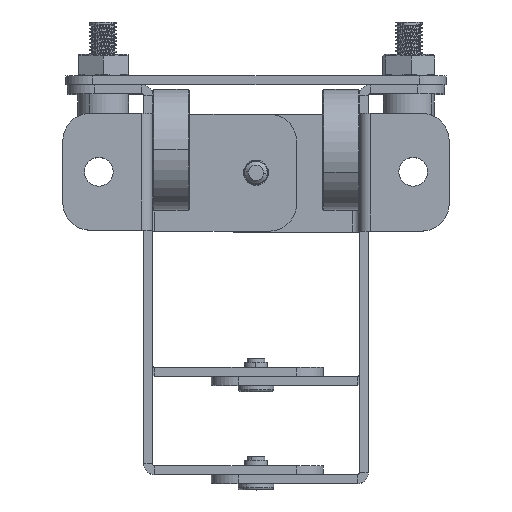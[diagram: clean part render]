
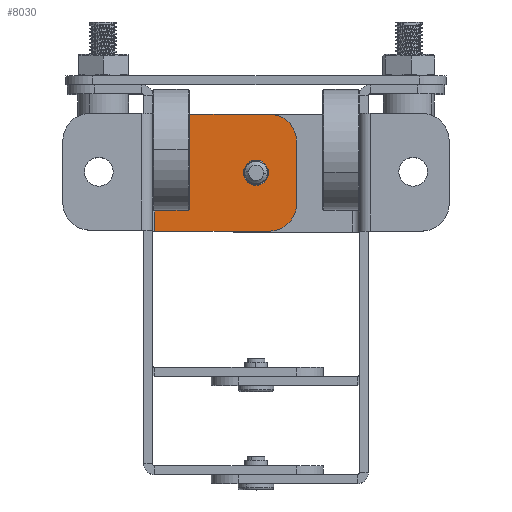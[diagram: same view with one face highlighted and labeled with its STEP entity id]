
A CAD part, top view. The second image highlights one B-rep face of the part: STEP entity #8030.
In plain terms, the highlighted planar face has unit normal (0, 0, 1).
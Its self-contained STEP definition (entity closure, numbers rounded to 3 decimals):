
#882 = DIRECTION ( 'NONE',  ( 1., 0., 0. ) ) ;
#1005 = DIRECTION ( 'NONE',  ( 1., 0., 0. ) ) ;
#1038 = ORIENTED_EDGE ( 'NONE', *, *, #13061, .F. ) ;
#1365 = VECTOR ( 'NONE', #16069, 1000. ) ;
#1490 = CARTESIAN_POINT ( 'NONE',  ( -13., -3.5, 0. ) ) ;
#1660 = CARTESIAN_POINT ( 'NONE',  ( -11.5, 0., 0. ) ) ;
#2131 = EDGE_CURVE ( 'NONE', #24388, #22439, #6364, .T. ) ;
#2471 = DIRECTION ( 'NONE',  ( 0., 1., 0. ) ) ;
#2640 = DIRECTION ( 'NONE',  ( 0., 0., 1. ) ) ;
#3111 = ORIENTED_EDGE ( 'NONE', *, *, #4158, .F. ) ;
#3212 = CIRCLE ( 'NONE', #6427, 1.4 ) ;
#3416 = DIRECTION ( 'NONE',  ( 1., 0., 0. ) ) ;
#3447 = CARTESIAN_POINT ( 'NONE',  ( -0.2, 6.5, 0. ) ) ;
#3575 = EDGE_CURVE ( 'NONE', #8563, #8313, #3212, .T. ) ;
#3824 = CARTESIAN_POINT ( 'NONE',  ( -16., 3.5, 0. ) ) ;
#3891 = VERTEX_POINT ( 'NONE', #24301 ) ;
#4121 = VERTEX_POINT ( 'NONE', #23789 ) ;
#4158 = EDGE_CURVE ( 'NONE', #4121, #16868, #18023, .T. ) ;
#4424 = VECTOR ( 'NONE', #2471, 1000. ) ;
#4465 = ORIENTED_EDGE ( 'NONE', *, *, #7939, .F. ) ;
#5863 = CARTESIAN_POINT ( 'NONE',  ( -0.2, 6.5, 0. ) ) ;
#6216 = EDGE_LOOP ( 'NONE', ( #19405, #12681 ) ) ;
#6364 = LINE ( 'NONE', #5863, #13675 ) ;
#6427 = AXIS2_PLACEMENT_3D ( 'NONE', #1660, #15457, #3416 ) ;
#7375 = AXIS2_PLACEMENT_3D ( 'NONE', #19839, #2640, #882 ) ;
#7555 = CARTESIAN_POINT ( 'NONE',  ( -11.5, 0., 0. ) ) ;
#7939 = EDGE_CURVE ( 'NONE', #3891, #24388, #19952, .T. ) ;
#8030 = ADVANCED_FACE ( 'NONE', ( #14046, #12167 ), #14176, .T. ) ;
#8178 = EDGE_CURVE ( 'NONE', #4121, #13177, #16192, .T. ) ;
#8313 = VERTEX_POINT ( 'NONE', #15039 ) ;
#8563 = VERTEX_POINT ( 'NONE', #14630 ) ;
#10549 = CARTESIAN_POINT ( 'NONE',  ( -0.2, -6.5, 0. ) ) ;
#10964 = AXIS2_PLACEMENT_3D ( 'NONE', #1490, #16801, #14913 ) ;
#11898 = CARTESIAN_POINT ( 'NONE',  ( -13., -6.5, 0. ) ) ;
#12123 = CARTESIAN_POINT ( 'NONE',  ( -16., 6.5, 0. ) ) ;
#12167 = FACE_OUTER_BOUND ( 'NONE', #21119, .T. ) ;
#12681 = ORIENTED_EDGE ( 'NONE', *, *, #22251, .F. ) ;
#13061 = EDGE_CURVE ( 'NONE', #22439, #13177, #14026, .T. ) ;
#13177 = VERTEX_POINT ( 'NONE', #11898 ) ;
#13193 = DIRECTION ( 'NONE',  ( 1., 0., 0. ) ) ;
#13675 = VECTOR ( 'NONE', #21056, 1000. ) ;
#13804 = CARTESIAN_POINT ( 'NONE',  ( -13., 3.5, 0. ) ) ;
#14026 = LINE ( 'NONE', #23080, #16454 ) ;
#14046 = FACE_BOUND ( 'NONE', #6216, .T. ) ;
#14176 = PLANE ( 'NONE',  #7375 ) ;
#14630 = CARTESIAN_POINT ( 'NONE',  ( -12.9, 0., 0. ) ) ;
#14913 = DIRECTION ( 'NONE',  ( 1., 0., 0. ) ) ;
#15039 = CARTESIAN_POINT ( 'NONE',  ( -10.1, 0., 0. ) ) ;
#15373 = EDGE_CURVE ( 'NONE', #3891, #16868, #16814, .T. ) ;
#15420 = AXIS2_PLACEMENT_3D ( 'NONE', #7555, #22876, #13193 ) ;
#15457 = DIRECTION ( 'NONE',  ( 0., 0., 1. ) ) ;
#16069 = DIRECTION ( 'NONE',  ( 1., 0., 0. ) ) ;
#16192 = CIRCLE ( 'NONE', #10964, 3. ) ;
#16454 = VECTOR ( 'NONE', #17796, 1000. ) ;
#16801 = DIRECTION ( 'NONE',  ( 0., 0., 1. ) ) ;
#16814 = CIRCLE ( 'NONE', #17202, 3. ) ;
#16868 = VERTEX_POINT ( 'NONE', #3824 ) ;
#17202 = AXIS2_PLACEMENT_3D ( 'NONE', #13804, #21473, #1005 ) ;
#17603 = ORIENTED_EDGE ( 'NONE', *, *, #15373, .T. ) ;
#17796 = DIRECTION ( 'NONE',  ( -1., 0., 0. ) ) ;
#18023 = LINE ( 'NONE', #12123, #4424 ) ;
#18063 = ORIENTED_EDGE ( 'NONE', *, *, #2131, .F. ) ;
#19405 = ORIENTED_EDGE ( 'NONE', *, *, #3575, .F. ) ;
#19839 = CARTESIAN_POINT ( 'NONE',  ( 0., 0., 0. ) ) ;
#19952 = LINE ( 'NONE', #23340, #1365 ) ;
#21056 = DIRECTION ( 'NONE',  ( 0., -1., 0. ) ) ;
#21119 = EDGE_LOOP ( 'NONE', ( #3111, #23160, #1038, #18063, #4465, #17603 ) ) ;
#21473 = DIRECTION ( 'NONE',  ( 0., 0., 1. ) ) ;
#22251 = EDGE_CURVE ( 'NONE', #8313, #8563, #23035, .T. ) ;
#22439 = VERTEX_POINT ( 'NONE', #10549 ) ;
#22876 = DIRECTION ( 'NONE',  ( 0., 0., 1. ) ) ;
#23035 = CIRCLE ( 'NONE', #15420, 1.4 ) ;
#23080 = CARTESIAN_POINT ( 'NONE',  ( -16., -6.5, 0. ) ) ;
#23160 = ORIENTED_EDGE ( 'NONE', *, *, #8178, .T. ) ;
#23340 = CARTESIAN_POINT ( 'NONE',  ( 0., 6.5, 0. ) ) ;
#23789 = CARTESIAN_POINT ( 'NONE',  ( -16., -3.5, 0. ) ) ;
#24301 = CARTESIAN_POINT ( 'NONE',  ( -13., 6.5, 0. ) ) ;
#24388 = VERTEX_POINT ( 'NONE', #3447 ) ;
